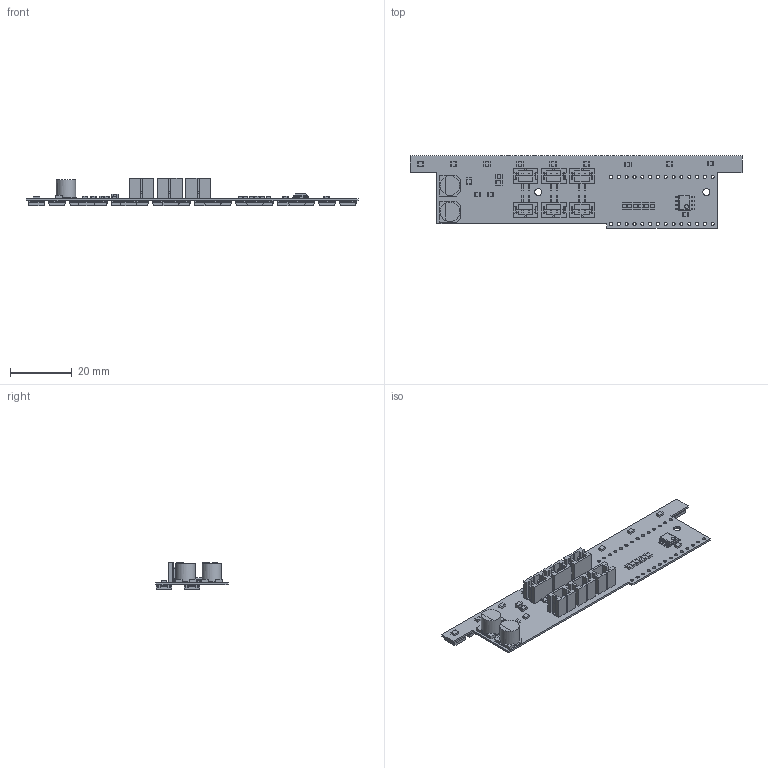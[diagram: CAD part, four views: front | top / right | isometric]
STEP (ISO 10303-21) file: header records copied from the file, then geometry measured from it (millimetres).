
FILE_DESCRIPTION(('Open CASCADE Model'),'2;1');
FILE_NAME('Open CASCADE Shape Model','2020-02-07T22:28:27',('Author'),( 'Open CASCADE'),'Open CASCADE STEP processor 6.8','Open CASCADE 6.8' ,'Unknown');
FILE_SCHEMA(('AUTOMOTIVE_DESIGN { 1 0 10303 214 1 1 1 1 }'));
Length unit declared in the file: millimetre
Products named in the file (132): PCB; Board; Open CASCADE STEP translator 6.8 1.1.1; L22; User_Library-WS2812B; L21; L20; L19; L18; L17; C20; 6159059040; Extruded; 6159058400; C19; C18; C17; C16; 5893446192; base; Open_CASCADE_STEP_translator_6.8_14.1.1; cylinder; Open_CASCADE_STEP_translator_6.8_14.2.1; Open_CASCADE_STEP_translator_6.8_14.2.2; mark; Open_CASCADE_STEP_translator_6.8_14.3.1; lead; C15; C14; 6220496016; 6220495536; C13; C12; C11; C10; C9; R3; 6220492736; 6220492336; R2 ...
Assembly tree (291 placements, depth 6):
  PCB
    Board
      Open CASCADE STEP translator 6.8 1.1.1
    L22
      User_Library-WS2812B
    L21
      User_Library-WS2812B
    L20
      User_Library-WS2812B
    L19
      User_Library-WS2812B
    L18
      User_Library-WS2812B
    L17
      User_Library-WS2812B
    C20
      6159059040  x2
        Extruded
      6159058400
        Extruded
    C19
      6159059040  x2
        Extruded
      6159058400
        Extruded
    C18
      6159059040  x2
        Extruded
      6159058400
        Extruded
    C17
      6159059040  x2
        Extruded
      6159058400
        Extruded
    C16
      5893446192
        base
          Open_CASCADE_STEP_translator_6.8_14.1.1
        cylinder
          Open_CASCADE_STEP_translator_6.8_14.2.1
          Open_CASCADE_STEP_translator_6.8_14.2.2
        mark
          Open_CASCADE_STEP_translator_6.8_14.3.1
        lead  x2
    C15
      5893446192
        base
          Open_CASCADE_STEP_translator_6.8_14.1.1
        cylinder
          Open_CASCADE_STEP_translator_6.8_14.2.1
          Open_CASCADE_STEP_translator_6.8_14.2.2
        mark
          Open_CASCADE_STEP_translator_6.8_14.3.1
        lead  x2
    C14
      6220496016  x2
        Extruded
      6220495536
        Extruded
Bounding box: 107.82 x 23.5 x 8.9 mm (x, y, z)
Volume: 3676.4 mm3; surface area: 11909.9 mm2
Topology: 249 solids, 251 shells, 3839 faces, 9668 edges, 6268 vertices
Faces by surface type: plane 3256, cylinder 573, sphere 10
Full cylindrical faces by diameter (mm): 1.016 x28, 2.286 x2, 5.513 x2, 6.3 x6
Entity records: 19946 total; most frequent: DIRECTION 3145, CARTESIAN_POINT 3111, ORIENTED_EDGE 2585, EDGE_CURVE 1294, LINE 1075, VECTOR 1075, AXIS2_PLACEMENT_3D 1035, VERTEX_POINT 833
